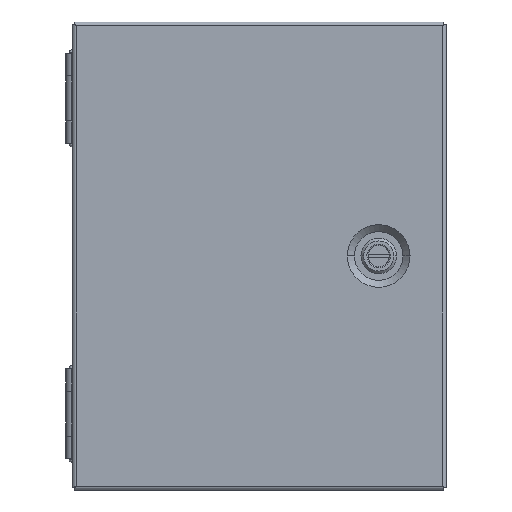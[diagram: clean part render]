
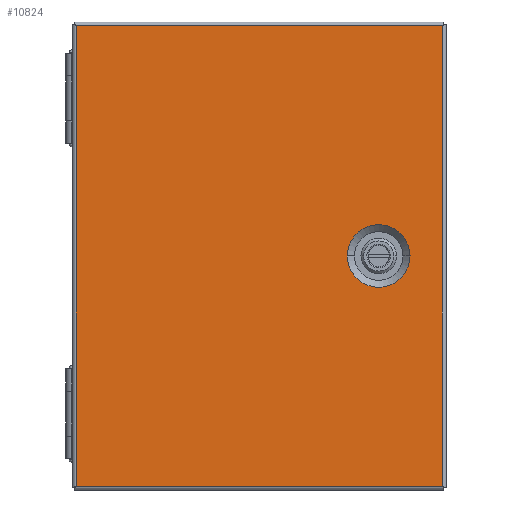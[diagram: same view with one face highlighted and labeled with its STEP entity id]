
A CAD part, top view. The second image highlights one B-rep face of the part: STEP entity #10824.
In plain terms, the highlighted planar face has unit normal (0, 0, 1).
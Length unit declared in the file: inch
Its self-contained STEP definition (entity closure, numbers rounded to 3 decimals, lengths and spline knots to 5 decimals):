
#229 = EDGE_CURVE ( 'NONE', #17274, #15456, #552, .T. ) ;
#272 = AXIS2_PLACEMENT_3D ( 'NONE', #1520, #11401, #16021 ) ;
#552 = LINE ( 'NONE', #3570, #5917 ) ;
#653 = LINE ( 'NONE', #3457, #4088 ) ;
#672 = CARTESIAN_POINT ( 'NONE',  ( 3.32339, 0.0005, 4.118 ) ) ;
#973 = VECTOR ( 'NONE', #10100, 39.37008 ) ;
#1106 = ORIENTED_EDGE ( 'NONE', *, *, #229, .T. ) ;
#1198 = CARTESIAN_POINT ( 'NONE',  ( 4.0425, -5.1035, 4.118 ) ) ;
#1520 = CARTESIAN_POINT ( 'NONE',  ( 2.6285, 0.0005, 4.118 ) ) ;
#1625 = FACE_BOUND ( 'NONE', #11309, .T. ) ;
#2167 = CIRCLE ( 'NONE', #16211, 0.69489 ) ;
#2217 = DIRECTION ( 'NONE',  ( 0., 0., -1. ) ) ;
#2372 = VERTEX_POINT ( 'NONE', #9496 ) ;
#3457 = CARTESIAN_POINT ( 'NONE',  ( 4.0425, 5.1045, 4.118 ) ) ;
#3570 = CARTESIAN_POINT ( 'NONE',  ( 4.0425, -5.1035, 4.118 ) ) ;
#3809 = ORIENTED_EDGE ( 'NONE', *, *, #8849, .T. ) ;
#4088 = VECTOR ( 'NONE', #6997, 39.37008 ) ;
#5482 = CARTESIAN_POINT ( 'NONE',  ( 4.0425, -5.1035, 4.118 ) ) ;
#5687 = LINE ( 'NONE', #5482, #19456 ) ;
#5917 = VECTOR ( 'NONE', #16770, 39.37008 ) ;
#6888 = ORIENTED_EDGE ( 'NONE', *, *, #8821, .T. ) ;
#6997 = DIRECTION ( 'NONE',  ( -1., 0., 0. ) ) ;
#7086 = CARTESIAN_POINT ( 'NONE',  ( 4.0425, -5.1035, 4.118 ) ) ;
#7105 = LINE ( 'NONE', #13538, #973 ) ;
#7748 = AXIS2_PLACEMENT_3D ( 'NONE', #1198, #9463, #16013 ) ;
#8071 = ORIENTED_EDGE ( 'NONE', *, *, #18639, .T. ) ;
#8285 = ORIENTED_EDGE ( 'NONE', *, *, #14015, .T. ) ;
#8705 = CARTESIAN_POINT ( 'NONE',  ( -4.0855, 5.1045, 4.118 ) ) ;
#8821 = EDGE_CURVE ( 'NONE', #15726, #2372, #7105, .T. ) ;
#8849 = EDGE_CURVE ( 'NONE', #15456, #15726, #653, .T. ) ;
#9463 = DIRECTION ( 'NONE',  ( 0., 0., 1. ) ) ;
#9496 = CARTESIAN_POINT ( 'NONE',  ( -4.0855, -5.1035, 4.118 ) ) ;
#10022 = ORIENTED_EDGE ( 'NONE', *, *, #18742, .T. ) ;
#10100 = DIRECTION ( 'NONE',  ( 0., -1., 0. ) ) ;
#10824 = ADVANCED_FACE ( 'NONE', ( #1625, #16328 ), #15900, .T. ) ;
#10826 = EDGE_LOOP ( 'NONE', ( #3809, #6888, #10022, #1106 ) ) ;
#11309 = EDGE_LOOP ( 'NONE', ( #8071, #8285 ) ) ;
#11401 = DIRECTION ( 'NONE',  ( 0., 0., -1. ) ) ;
#12036 = CARTESIAN_POINT ( 'NONE',  ( 1.93361, 0.0005, 4.118 ) ) ;
#12117 = DIRECTION ( 'NONE',  ( 1., 0., 0. ) ) ;
#12130 = VERTEX_POINT ( 'NONE', #12036 ) ;
#13538 = CARTESIAN_POINT ( 'NONE',  ( -4.0855, -5.1035, 4.118 ) ) ;
#13601 = DIRECTION ( 'NONE',  ( 1., 0., 0. ) ) ;
#14015 = EDGE_CURVE ( 'NONE', #12130, #21065, #2167, .T. ) ;
#15456 = VERTEX_POINT ( 'NONE', #21048 ) ;
#15726 = VERTEX_POINT ( 'NONE', #8705 ) ;
#15900 = PLANE ( 'NONE',  #7748 ) ;
#16013 = DIRECTION ( 'NONE',  ( 1., 0., 0. ) ) ;
#16021 = DIRECTION ( 'NONE',  ( 1., 0., 0. ) ) ;
#16211 = AXIS2_PLACEMENT_3D ( 'NONE', #18735, #2217, #13601 ) ;
#16328 = FACE_OUTER_BOUND ( 'NONE', #10826, .T. ) ;
#16770 = DIRECTION ( 'NONE',  ( 0., 1., 0. ) ) ;
#17274 = VERTEX_POINT ( 'NONE', #7086 ) ;
#18639 = EDGE_CURVE ( 'NONE', #21065, #12130, #19121, .T. ) ;
#18735 = CARTESIAN_POINT ( 'NONE',  ( 2.6285, 0.0005, 4.118 ) ) ;
#18742 = EDGE_CURVE ( 'NONE', #2372, #17274, #5687, .T. ) ;
#19121 = CIRCLE ( 'NONE', #272, 0.69489 ) ;
#19456 = VECTOR ( 'NONE', #12117, 39.37008 ) ;
#21048 = CARTESIAN_POINT ( 'NONE',  ( 4.0425, 5.1045, 4.118 ) ) ;
#21065 = VERTEX_POINT ( 'NONE', #672 ) ;
